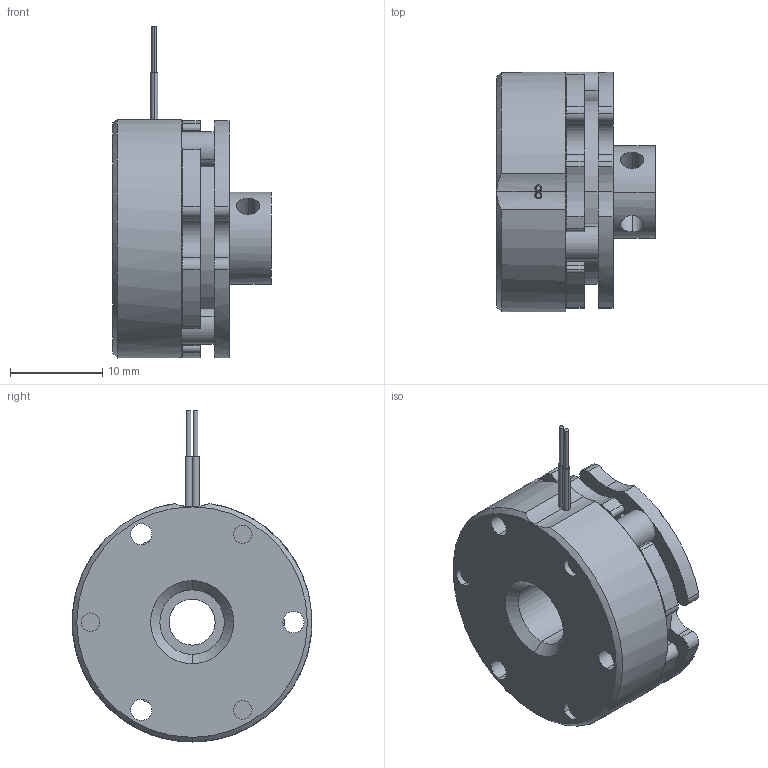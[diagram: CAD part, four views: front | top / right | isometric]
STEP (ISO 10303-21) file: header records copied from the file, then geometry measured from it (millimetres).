
FILE_DESCRIPTION (( 'STEP AP203' ), '1' );
FILE_NAME ('20339.STEP', '2020-04-02T18:35:51', ( '' ), ( '' ), 'SwSTEP 2.0', 'SolidWorks 2020', '' );
FILE_SCHEMA (( 'CONFIG_CONTROL_DESIGN' ));
Length unit declared in the file: inch
Products named in the file (1): 20339
Bounding box: 17.18 x 25.98 x 36 mm (x, y, z)
Volume: 5801.3 mm3; surface area: 5721.2 mm2
Topology: 12 solids, 12 shells, 214 faces, 531 edges, 343 vertices
Faces by surface type: cylinder 108, plane 90, cone 16
Entity records: 6719 total; most frequent: CARTESIAN_POINT 1289, DIRECTION 1188, ORIENTED_EDGE 1062, EDGE_CURVE 531, AXIS2_PLACEMENT_3D 454, VERTEX_POINT 343, LINE 280, VECTOR 280
